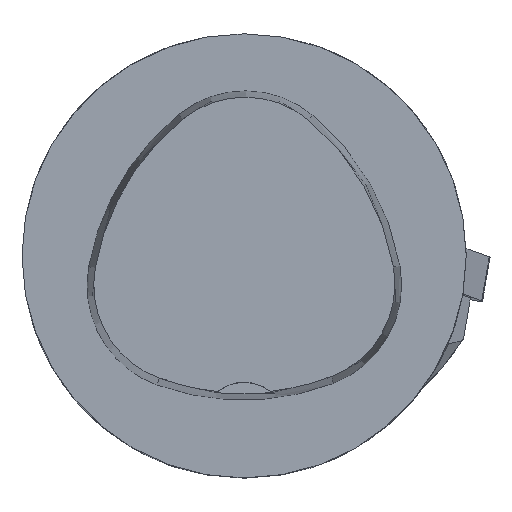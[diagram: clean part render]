
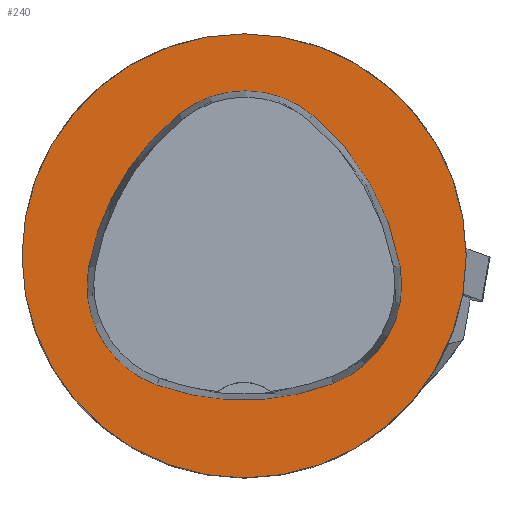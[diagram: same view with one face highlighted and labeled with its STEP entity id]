
A CAD part, top view. The second image highlights one B-rep face of the part: STEP entity #240.
In plain terms, the highlighted planar face has unit normal (0, 0, 1).
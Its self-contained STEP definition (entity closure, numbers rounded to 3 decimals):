
#240=ADVANCED_FACE('',(#502,#503),#298,.T.);
#298=PLANE('',#1436);
#502=FACE_BOUND('',#547,.T.);
#503=FACE_BOUND('',#548,.T.);
#547=EDGE_LOOP('',(#770,#771,#772,#773,#774,#775));
#548=EDGE_LOOP('',(#776));
#770=ORIENTED_EDGE('',*,*,#1170,.T.);
#771=ORIENTED_EDGE('',*,*,#1150,.T.);
#772=ORIENTED_EDGE('',*,*,#1154,.T.);
#773=ORIENTED_EDGE('',*,*,#1157,.T.);
#774=ORIENTED_EDGE('',*,*,#1160,.T.);
#775=ORIENTED_EDGE('',*,*,#1168,.T.);
#776=ORIENTED_EDGE('',*,*,#1141,.F.);
#1010=VERTEX_POINT('',#2243);
#1019=VERTEX_POINT('',#2262);
#1020=VERTEX_POINT('',#2263);
#1023=VERTEX_POINT('',#2271);
#1025=VERTEX_POINT('',#2277);
#1027=VERTEX_POINT('',#2283);
#1034=VERTEX_POINT('',#2304);
#1141=EDGE_CURVE('',#1010,#1010,#1242,.T.);
#1150=EDGE_CURVE('',#1019,#1020,#1243,.T.);
#1154=EDGE_CURVE('',#1020,#1023,#1245,.T.);
#1157=EDGE_CURVE('',#1023,#1025,#1247,.T.);
#1160=EDGE_CURVE('',#1025,#1027,#1249,.T.);
#1168=EDGE_CURVE('',#1027,#1034,#1253,.T.);
#1170=EDGE_CURVE('',#1034,#1019,#1255,.T.);
#1242=CIRCLE('',#1408,31.5);
#1243=CIRCLE('',#1414,36.);
#1245=CIRCLE('',#1417,15.);
#1247=CIRCLE('',#1420,36.);
#1249=CIRCLE('',#1423,15.);
#1253=CIRCLE('',#1428,36.);
#1255=CIRCLE('',#1431,15.);
#1408=AXIS2_PLACEMENT_3D('',#2242,#1668,#1669);
#1414=AXIS2_PLACEMENT_3D('',#2261,#1684,#1685);
#1417=AXIS2_PLACEMENT_3D('',#2270,#1692,#1693);
#1420=AXIS2_PLACEMENT_3D('',#2276,#1699,#1700);
#1423=AXIS2_PLACEMENT_3D('',#2282,#1706,#1707);
#1428=AXIS2_PLACEMENT_3D('',#2305,#1718,#1719);
#1431=AXIS2_PLACEMENT_3D('',#2308,#1724,#1725);
#1436=AXIS2_PLACEMENT_3D('',#2313,#1734,#1735);
#1668=DIRECTION('',(0.,0.,-1.));
#1669=DIRECTION('',(-1.,0.,0.));
#1684=DIRECTION('',(0.,0.,-1.));
#1685=DIRECTION('',(-1.,0.,0.));
#1692=DIRECTION('',(0.,0.,-1.));
#1693=DIRECTION('',(-1.,0.,0.));
#1699=DIRECTION('',(0.,0.,-1.));
#1700=DIRECTION('',(-1.,0.,0.));
#1706=DIRECTION('',(0.,0.,-1.));
#1707=DIRECTION('',(-1.,0.,0.));
#1718=DIRECTION('',(0.,0.,-1.));
#1719=DIRECTION('',(-1.,0.,0.));
#1724=DIRECTION('',(0.,0.,-1.));
#1725=DIRECTION('',(-1.,0.,0.));
#1734=DIRECTION('',(0.,0.,1.));
#1735=DIRECTION('',(1.,0.,0.));
#2242=CARTESIAN_POINT('',(0.,0.,
0.));
#2243=CARTESIAN_POINT('',(-31.5,0.,0.));
#2261=CARTESIAN_POINT('',(13.398,-7.893,0.));
#2262=CARTESIAN_POINT('',(-22.041,-1.562,0.));
#2263=CARTESIAN_POINT('',(-9.317,20.036,0.));
#2270=CARTESIAN_POINT('',(0.148,8.399,0.));
#2271=CARTESIAN_POINT('',(9.779,19.898,0.));
#2276=CARTESIAN_POINT('',(-13.337,-7.7,0.));
#2277=CARTESIAN_POINT('',(22.122,-1.48,0.));
#2282=CARTESIAN_POINT('',(7.347,-4.071,0.));
#2283=CARTESIAN_POINT('',(12.693,-18.087,0.));
#2304=CARTESIAN_POINT('',(-12.373,-18.307,0.));
#2305=CARTESIAN_POINT('',(-0.137,15.55,0.));
#2308=CARTESIAN_POINT('',(-7.275,-4.2,0.));
#2313=CARTESIAN_POINT('',(0.,0.,
0.));
